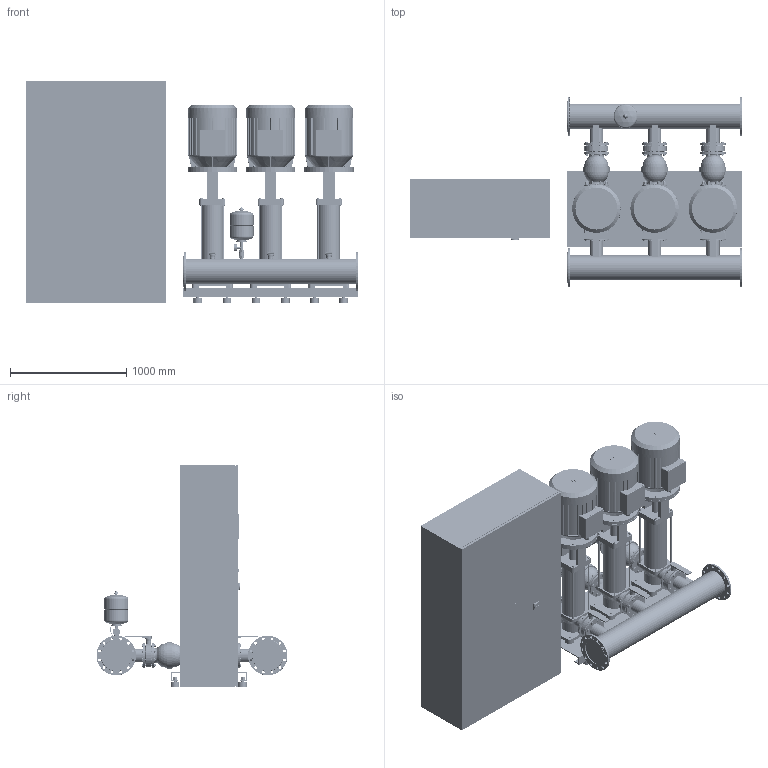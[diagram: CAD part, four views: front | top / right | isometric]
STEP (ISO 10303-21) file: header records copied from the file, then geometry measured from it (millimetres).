
FILE_DESCRIPTION((''),'2;1');
FILE_NAME('3d_COR-3MVI7005_2-2523265.stp','2011-08-26T14:45:01',(''),(''),'Mechanical Desktop 2009','Mechanical Desktop 2009',', , ');
FILE_SCHEMA(('CONFIG_CONTROL_DESIGN'));
Length unit declared in the file: millimetre
Products named in the file (1): Product
Bounding box: 2850 x 1639.55 x 1900 mm (x, y, z)
Volume: 1670299009.5 mm3; surface area: 27543291.6 mm2
Topology: 187 solids, 187 shells, 5340 faces, 12775 edges, 8282 vertices
Faces by surface type: plane 2666, cylinder 1487, bspline 725, cone 322, torus 102, sphere 38
Full cylindrical faces by diameter (mm): 114.3 x6, 205 x6
Entity records: 166627 total; most frequent: CARTESIAN_POINT 40352, DIRECTION 26486, ORIENTED_EDGE 25478, EDGE_CURVE 12739, AXIS2_PLACEMENT_3D 9286, VERTEX_POINT 8273, VECTOR 7914, LINE 7914
